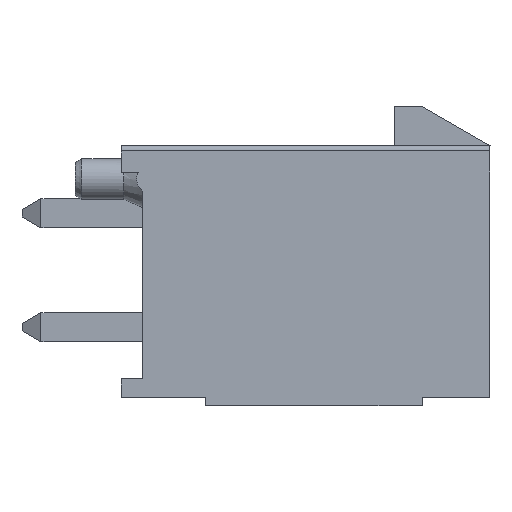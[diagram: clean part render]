
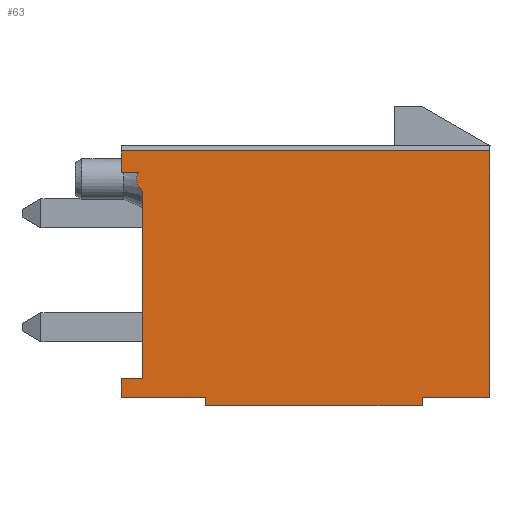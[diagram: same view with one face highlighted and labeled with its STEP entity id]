
A CAD part, left-side view. The second image highlights one B-rep face of the part: STEP entity #63.
In plain terms, the highlighted planar face has unit normal (-1, 0, 0).
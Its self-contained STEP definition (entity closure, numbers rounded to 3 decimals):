
#63=ADVANCED_FACE('',(#180),#181,.T.);
#180=FACE_OUTER_BOUND('',#382,.T.);
#181=PLANE('',#383);
#382=EDGE_LOOP('',(#709,#710,#711,#712,#713,#714,#715,#716,#717,#718,#719,#720,#721));
#383=AXIS2_PLACEMENT_3D('',#722,#723,#724);
#709=ORIENTED_EDGE('',*,*,#1444,.T.);
#710=ORIENTED_EDGE('',*,*,#1445,.F.);
#711=ORIENTED_EDGE('',*,*,#1392,.T.);
#712=ORIENTED_EDGE('',*,*,#1446,.T.);
#713=ORIENTED_EDGE('',*,*,#1378,.T.);
#714=ORIENTED_EDGE('',*,*,#1447,.F.);
#715=ORIENTED_EDGE('',*,*,#1448,.F.);
#716=ORIENTED_EDGE('',*,*,#1442,.T.);
#717=ORIENTED_EDGE('',*,*,#1449,.F.);
#718=ORIENTED_EDGE('',*,*,#1450,.F.);
#719=ORIENTED_EDGE('',*,*,#1451,.T.);
#720=ORIENTED_EDGE('',*,*,#1438,.T.);
#721=ORIENTED_EDGE('',*,*,#1359,.F.);
#722=CARTESIAN_POINT('',(-19.6,-4.1,0.0));
#723=DIRECTION('',(-1.0,0.0,0.));
#724=DIRECTION('',(0.0,1.0,0.0));
#1359=EDGE_CURVE('',#1620,#1622,#1623,.T.);
#1378=EDGE_CURVE('',#1659,#1660,#1661,.T.);
#1392=EDGE_CURVE('',#1687,#1685,#1688,.T.);
#1438=EDGE_CURVE('',#1770,#1622,#1771,.T.);
#1442=EDGE_CURVE('',#1778,#1776,#1779,.T.);
#1444=EDGE_CURVE('',#1620,#1781,#1782,.T.);
#1445=EDGE_CURVE('',#1687,#1781,#1783,.T.);
#1446=EDGE_CURVE('',#1685,#1659,#1784,.T.);
#1447=EDGE_CURVE('',#1785,#1660,#1786,.T.);
#1448=EDGE_CURVE('',#1778,#1785,#1787,.T.);
#1449=EDGE_CURVE('',#1788,#1776,#1789,.T.);
#1450=EDGE_CURVE('',#1790,#1788,#1791,.T.);
#1451=EDGE_CURVE('',#1790,#1770,#1792,.T.);
#1620=VERTEX_POINT('',#2043);
#1622=VERTEX_POINT('',#2045);
#1623=LINE('',#2046,#2047);
#1659=VERTEX_POINT('',#2101);
#1660=VERTEX_POINT('',#2102);
#1661=LINE('',#2103,#2104);
#1685=VERTEX_POINT('',#2139);
#1687=VERTEX_POINT('',#2144);
#1688=LINE('',#2145,#2146);
#1770=VERTEX_POINT('',#2273);
#1771=LINE('',#2274,#2275);
#1776=VERTEX_POINT('',#2282);
#1778=VERTEX_POINT('',#2285);
#1779=LINE('',#2286,#2287);
#1781=VERTEX_POINT('',#2290);
#1782=LINE('',#2291,#2292);
#1783=LINE('',#2293,#2294);
#1784=B_SPLINE_CURVE_WITH_KNOTS('',3,(#2295,#2296,#2297,#2298,#2299,#2300,#2301,#2302,#2303,#2304,#2305,#2306,#2307,#2308,#2309,#2310,#2311,#2312),.UNSPECIFIED.,.F.,.F.,(4,2,2,2,2,2,2,2,4),(0.0,0.125,0.25,0.375,0.437,0.5,0.625,0.75,1.),.UNSPECIFIED.);
#1785=VERTEX_POINT('',#2313);
#1786=LINE('',#2314,#2315);
#1787=LINE('',#2316,#2317);
#1788=VERTEX_POINT('',#2318);
#1789=LINE('',#2319,#2320);
#1790=VERTEX_POINT('',#2321);
#1791=LINE('',#2322,#2323);
#1792=LINE('',#2324,#2325);
#2043=CARTESIAN_POINT('',(-19.6,-4.1,9.1));
#2045=CARTESIAN_POINT('',(-19.6,-4.1,0.));
#2046=CARTESIAN_POINT('',(-19.6,-4.1,0.0));
#2047=VECTOR('',#2675,1.0);
#2101=CARTESIAN_POINT('',(-19.6,8.7,7.613));
#2102=CARTESIAN_POINT('',(-19.6,8.7,0.7));
#2103=CARTESIAN_POINT('',(-19.6,8.7,0.0));
#2104=VECTOR('',#2694,1.0);
#2139=CARTESIAN_POINT('',(-19.6,8.864,8.3));
#2144=CARTESIAN_POINT('',(-19.6,9.5,8.3));
#2145=CARTESIAN_POINT('',(-19.6,9.5,8.3));
#2146=VECTOR('',#2709,1.0);
#2273=CARTESIAN_POINT('',(-19.6,-1.6,0.));
#2274=CARTESIAN_POINT('',(-19.6,-4.1,0.));
#2275=VECTOR('',#2755,1.0);
#2282=CARTESIAN_POINT('',(-19.6,6.4,0.));
#2285=CARTESIAN_POINT('',(-19.6,9.5,0.));
#2286=CARTESIAN_POINT('',(-19.6,-4.1,0.));
#2287=VECTOR('',#2759,1.0);
#2290=CARTESIAN_POINT('',(-19.6,9.5,9.1));
#2291=CARTESIAN_POINT('',(-19.6,-4.1,9.1));
#2292=VECTOR('',#2761,1.0);
#2293=CARTESIAN_POINT('',(-19.6,9.5,8.3));
#2294=VECTOR('',#2762,1.0);
#2295=CARTESIAN_POINT('',(-19.6,8.864,8.3));
#2296=CARTESIAN_POINT('',(-19.6,8.88,8.272));
#2297=CARTESIAN_POINT('',(-19.6,8.894,8.243));
#2298=CARTESIAN_POINT('',(-19.6,8.916,8.183));
#2299=CARTESIAN_POINT('',(-19.6,8.924,8.151));
#2300=CARTESIAN_POINT('',(-19.6,8.934,8.088));
#2301=CARTESIAN_POINT('',(-19.6,8.935,8.056));
#2302=CARTESIAN_POINT('',(-19.6,8.93,8.008));
#2303=CARTESIAN_POINT('',(-19.6,8.928,7.992));
#2304=CARTESIAN_POINT('',(-19.6,8.921,7.96));
#2305=CARTESIAN_POINT('',(-19.6,8.917,7.945));
#2306=CARTESIAN_POINT('',(-19.6,8.903,7.899));
#2307=CARTESIAN_POINT('',(-19.6,8.89,7.869));
#2308=CARTESIAN_POINT('',(-19.6,8.86,7.812));
#2309=CARTESIAN_POINT('',(-19.6,8.843,7.785));
#2310=CARTESIAN_POINT('',(-19.6,8.788,7.707));
#2311=CARTESIAN_POINT('',(-19.6,8.745,7.658));
#2312=CARTESIAN_POINT('',(-19.6,8.7,7.613));
#2313=CARTESIAN_POINT('',(-19.6,9.5,0.7));
#2314=CARTESIAN_POINT('',(-19.6,9.5,0.7));
#2315=VECTOR('',#2763,1.0);
#2316=CARTESIAN_POINT('',(-19.6,9.5,0.));
#2317=VECTOR('',#2764,1.0);
#2318=CARTESIAN_POINT('',(-19.6,6.4,-0.3));
#2319=CARTESIAN_POINT('',(-19.6,6.4,-0.3));
#2320=VECTOR('',#2765,1.0);
#2321=CARTESIAN_POINT('',(-19.6,-1.6,-0.3));
#2322=CARTESIAN_POINT('',(-19.6,-1.6,-0.3));
#2323=VECTOR('',#2766,1.0);
#2324=CARTESIAN_POINT('',(-19.6,-1.6,-0.3));
#2325=VECTOR('',#2767,1.0);
#2675=DIRECTION('',(0.,0.0,-1.0));
#2694=DIRECTION('',(0.,0.0,-1.0));
#2709=DIRECTION('',(0.0,-1.0,0.0));
#2755=DIRECTION('',(0.0,-1.0,0.0));
#2759=DIRECTION('',(0.0,-1.0,0.0));
#2761=DIRECTION('',(0.0,1.0,0.0));
#2762=DIRECTION('',(0.,0.0,1.0));
#2763=DIRECTION('',(0.0,-1.0,0.0));
#2764=DIRECTION('',(0.,0.0,1.0));
#2765=DIRECTION('',(0.,0.0,1.0));
#2766=DIRECTION('',(0.0,1.0,0.));
#2767=DIRECTION('',(0.,0.0,1.0));
